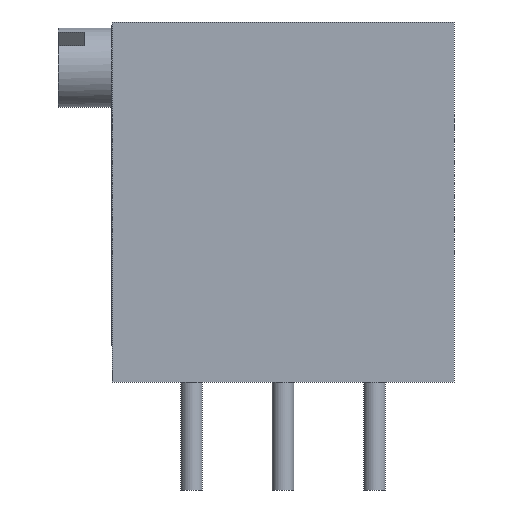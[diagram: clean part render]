
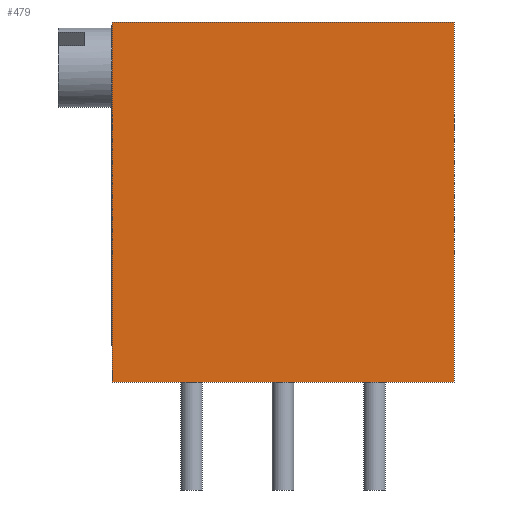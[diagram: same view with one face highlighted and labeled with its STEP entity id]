
A CAD part, front view. The second image highlights one B-rep face of the part: STEP entity #479.
In plain terms, the highlighted planar face has unit normal (0, -1, 0).
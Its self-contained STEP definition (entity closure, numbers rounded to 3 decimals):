
#66 = VERTEX_POINT('',#67);
#67 = CARTESIAN_POINT('',(-7.29,-2.4,0.));
#73 = EDGE_CURVE('',#74,#66,#76,.T.);
#74 = VERTEX_POINT('',#75);
#75 = CARTESIAN_POINT('',(-7.29,-2.4,10.));
#76 = LINE('',#77,#78);
#77 = CARTESIAN_POINT('',(-7.29,-2.4,0.));
#78 = VECTOR('',#79,1.);
#79 = DIRECTION('',(0.,0.,-1.));
#379 = EDGE_CURVE('',#380,#74,#382,.T.);
#380 = VERTEX_POINT('',#381);
#381 = CARTESIAN_POINT('',(2.21,-2.4,10.));
#382 = LINE('',#383,#384);
#383 = CARTESIAN_POINT('',(-7.29,-2.4,10.));
#384 = VECTOR('',#385,1.);
#385 = DIRECTION('',(-1.,0.,0.));
#434 = EDGE_CURVE('',#435,#380,#437,.T.);
#435 = VERTEX_POINT('',#436);
#436 = CARTESIAN_POINT('',(2.21,-2.4,0.));
#437 = LINE('',#438,#439);
#438 = CARTESIAN_POINT('',(2.21,-2.4,10.));
#439 = VECTOR('',#440,1.);
#440 = DIRECTION('',(0.,0.,1.));
#458 = EDGE_CURVE('',#66,#435,#459,.T.);
#459 = LINE('',#460,#461);
#460 = CARTESIAN_POINT('',(2.21,-2.4,0.));
#461 = VECTOR('',#462,1.);
#462 = DIRECTION('',(1.,0.,0.));
#479 = ADVANCED_FACE('',(#480),#486,.T.);
#480 = FACE_BOUND('',#481,.T.);
#481 = EDGE_LOOP('',(#482,#483,#484,#485));
#482 = ORIENTED_EDGE('',*,*,#379,.T.);
#483 = ORIENTED_EDGE('',*,*,#73,.T.);
#484 = ORIENTED_EDGE('',*,*,#458,.T.);
#485 = ORIENTED_EDGE('',*,*,#434,.T.);
#486 = PLANE('',#487);
#487 = AXIS2_PLACEMENT_3D('',#488,#489,#490);
#488 = CARTESIAN_POINT('',(-2.54,-2.4,5.));
#489 = DIRECTION('',(0.,-1.,0.));
#490 = DIRECTION('',(0.,0.,1.));
